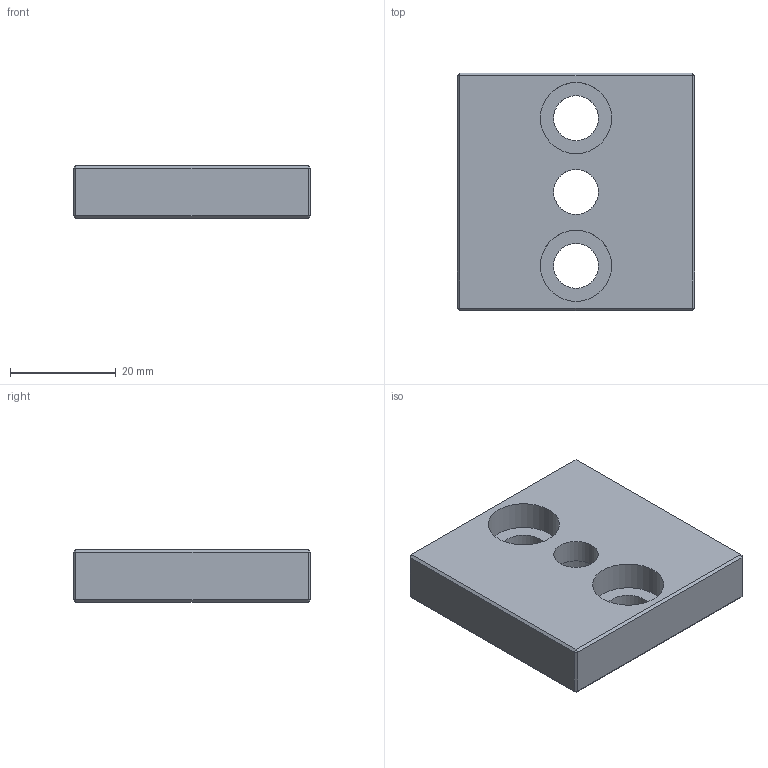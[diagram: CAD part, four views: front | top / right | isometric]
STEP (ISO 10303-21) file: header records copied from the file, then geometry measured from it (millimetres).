
FILE_DESCRIPTION((''),'2;1');
FILE_NAME('304545.ipt.stp','2010-09-05T12:23:28',(''),(''),'Autodesk Inventor 2010','Autodesk Inventor 2010','');
FILE_SCHEMA(('AUTOMOTIVE_DESIGN { 1 0 10303 214 1 1 1 1 }'));
Length unit declared in the file: millimetre
Products named in the file (1): 304545
Bounding box: 45 x 45 x 10 mm (x, y, z)
Volume: 17073.3 mm3; surface area: 6451.7 mm2
Topology: 1 solids, 1 shells, 35 faces, 69 edges, 39 vertices
Faces by surface type: plane 26, bspline 9
Entity records: 926 total; most frequent: CARTESIAN_POINT 243, DIRECTION 126, ORIENTED_EDGE 120, EDGE_CURVE 60, EDGE_LOOP 50, VECTOR 48, LINE 48, AXIS2_PLACEMENT_3D 39
